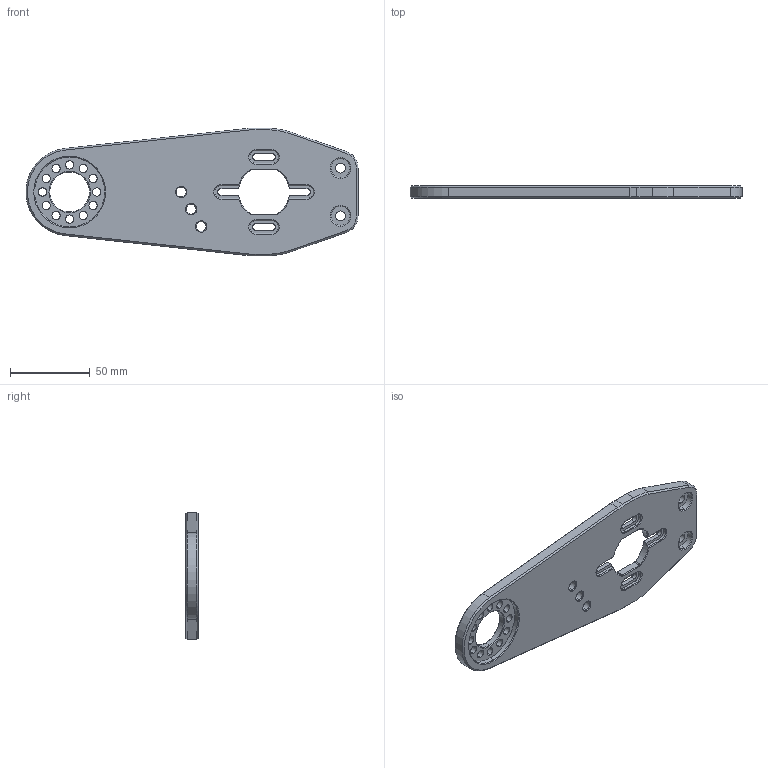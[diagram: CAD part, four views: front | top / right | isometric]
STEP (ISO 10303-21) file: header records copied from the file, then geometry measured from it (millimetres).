
FILE_DESCRIPTION (( 'STEP AP203' ), '1' );
FILE_NAME ('Êðåïëåíèå ìîòîðà 2.STEP', '2021-11-18T13:26:52', ( '' ), ( '' ), 'SwSTEP 2.0', 'SolidWorks 2021', '' );
FILE_SCHEMA (( 'CONFIG_CONTROL_DESIGN' ));
Length unit declared in the file: millimetre
Products named in the file (1): Êðåïëåíèå ìîòîðà 2
Bounding box: 208.4 x 8 x 80 mm (x, y, z)
Volume: 78636.2 mm3; surface area: 30619.8 mm2
Topology: 1 solids, 1 shells, 194 faces, 476 edges, 290 vertices
Faces by surface type: cylinder 75, plane 63, cone 56
Entity records: 5859 total; most frequent: DIRECTION 1072, CARTESIAN_POINT 973, ORIENTED_EDGE 952, EDGE_CURVE 476, AXIS2_PLACEMENT_3D 405, VERTEX_POINT 290, VECTOR 262, LINE 262
